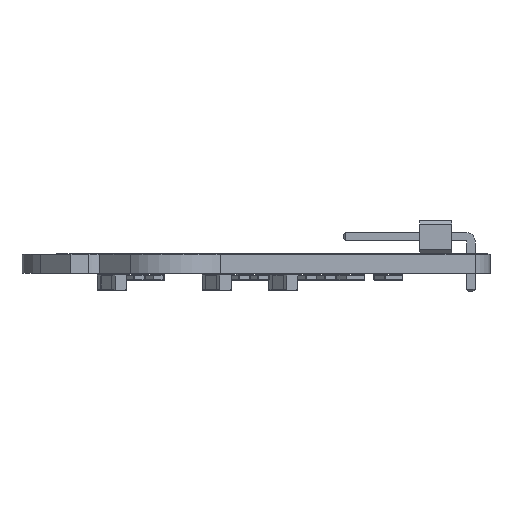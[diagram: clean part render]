
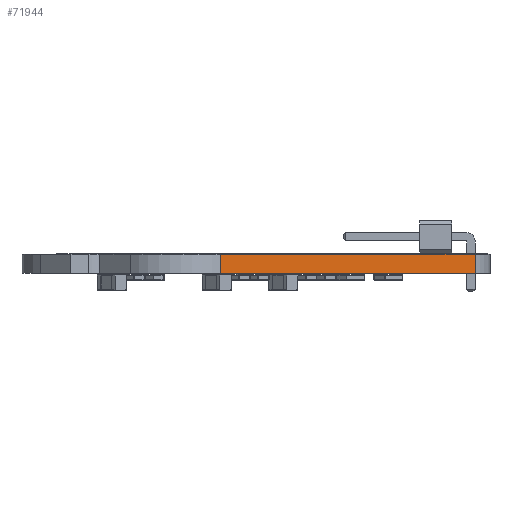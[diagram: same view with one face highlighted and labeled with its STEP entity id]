
A CAD part, front view. The second image highlights one B-rep face of the part: STEP entity #71944.
In plain terms, the highlighted planar face has unit normal (0.707, -0.707, 0).
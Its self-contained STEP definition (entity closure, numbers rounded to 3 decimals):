
#70574 = VERTEX_POINT('',#70575);
#70575 = CARTESIAN_POINT('',(-2.803,-42.374,0.));
#70582 = EDGE_CURVE('',#70583,#70574,#70585,.T.);
#70583 = VERTEX_POINT('',#70584);
#70584 = CARTESIAN_POINT('',(17.238,-22.333,0.));
#70585 = LINE('',#70586,#70587);
#70586 = CARTESIAN_POINT('',(17.238,-22.333,0.));
#70587 = VECTOR('',#70588,1.);
#70588 = DIRECTION('',(-0.707,-0.707,0.));
#71232 = VERTEX_POINT('',#71233);
#71233 = CARTESIAN_POINT('',(-2.803,-42.374,1.51));
#71240 = EDGE_CURVE('',#71241,#71232,#71243,.T.);
#71241 = VERTEX_POINT('',#71242);
#71242 = CARTESIAN_POINT('',(17.238,-22.333,1.51));
#71243 = LINE('',#71244,#71245);
#71244 = CARTESIAN_POINT('',(17.238,-22.333,1.51));
#71245 = VECTOR('',#71246,1.);
#71246 = DIRECTION('',(-0.707,-0.707,0.));
#71916 = EDGE_CURVE('',#70583,#71241,#71917,.T.);
#71917 = LINE('',#71918,#71919);
#71918 = CARTESIAN_POINT('',(17.238,-22.333,0.));
#71919 = VECTOR('',#71920,1.);
#71920 = DIRECTION('',(0.,0.,1.));
#71944 = ADVANCED_FACE('',(#71945),#71956,.T.);
#71945 = FACE_BOUND('',#71946,.T.);
#71946 = EDGE_LOOP('',(#71947,#71948,#71949,#71955));
#71947 = ORIENTED_EDGE('',*,*,#71916,.T.);
#71948 = ORIENTED_EDGE('',*,*,#71240,.T.);
#71949 = ORIENTED_EDGE('',*,*,#71950,.F.);
#71950 = EDGE_CURVE('',#70574,#71232,#71951,.T.);
#71951 = LINE('',#71952,#71953);
#71952 = CARTESIAN_POINT('',(-2.803,-42.374,0.));
#71953 = VECTOR('',#71954,1.);
#71954 = DIRECTION('',(0.,0.,1.));
#71955 = ORIENTED_EDGE('',*,*,#70582,.F.);
#71956 = PLANE('',#71957);
#71957 = AXIS2_PLACEMENT_3D('',#71958,#71959,#71960);
#71958 = CARTESIAN_POINT('',(17.238,-22.333,0.));
#71959 = DIRECTION('',(0.707,-0.707,0.));
#71960 = DIRECTION('',(-0.707,-0.707,0.));
